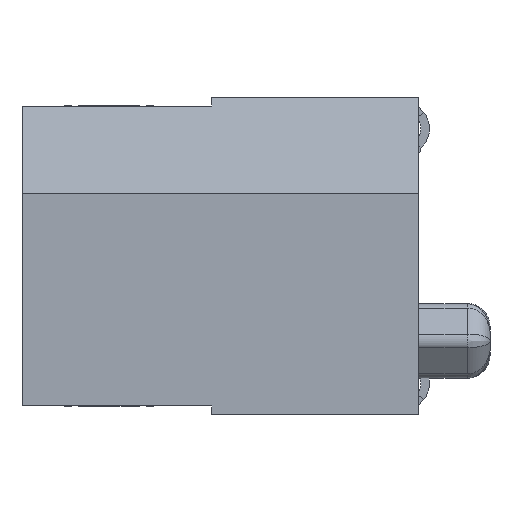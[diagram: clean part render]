
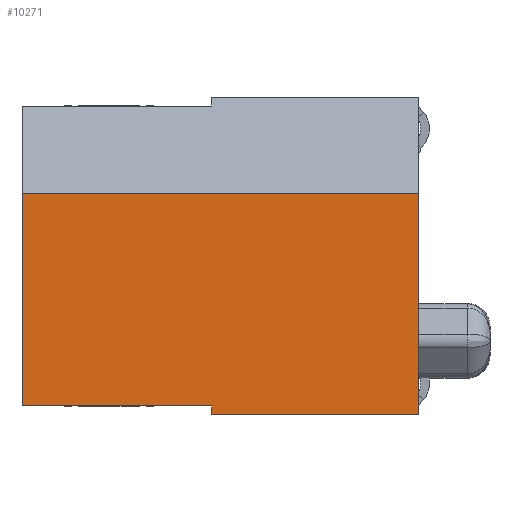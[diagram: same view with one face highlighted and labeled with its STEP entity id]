
A CAD part, left-side view. The second image highlights one B-rep face of the part: STEP entity #10271.
In plain terms, the highlighted planar face has unit normal (-1, 0, 0).
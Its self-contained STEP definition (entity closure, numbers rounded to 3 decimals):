
#3189 = CARTESIAN_POINT ( 'NONE',  ( -7., 3.35, 1.1 ) ) ;
#3344 = DIRECTION ( 'NONE',  ( 0., 0., 1. ) ) ;
#3345 = VECTOR ( 'NONE', #3344, 1000. ) ;
#3346 = CARTESIAN_POINT ( 'NONE',  ( -7., 3.35, -2.8 ) ) ;
#3347 = LINE ( 'NONE', #3346, #3345 ) ;
#8078 = VERTEX_POINT ( 'NONE', #3189 ) ;
#8167 = EDGE_CURVE ( 'NONE', #11411, #8078, #3347, .T. ) ;
#10271 = ADVANCED_FACE ( 'NONE', ( #15749 ), #15748, .F. ) ;
#10272 = EDGE_LOOP ( 'NONE', ( #10273, #10274, #10276, #10277, #10278, #10280 ) ) ;
#10273 = ORIENTED_EDGE ( 'NONE', *, *, #11782, .F. ) ;
#10274 = ORIENTED_EDGE ( 'NONE', *, *, #10275, .F. ) ;
#10275 = EDGE_CURVE ( 'NONE', #8078, #11733, #15743, .T. ) ;
#10276 = ORIENTED_EDGE ( 'NONE', *, *, #8167, .F. ) ;
#10277 = ORIENTED_EDGE ( 'NONE', *, *, #11410, .T. ) ;
#10278 = ORIENTED_EDGE ( 'NONE', *, *, #10279, .F. ) ;
#10279 = EDGE_CURVE ( 'NONE', #11883, #11465, #15739, .T. ) ;
#10280 = ORIENTED_EDGE ( 'NONE', *, *, #11882, .F. ) ;
#11410 = EDGE_CURVE ( 'NONE', #11411, #11465, #31294, .T. ) ;
#11411 = VERTEX_POINT ( 'NONE', #31290 ) ;
#11465 = VERTEX_POINT ( 'NONE', #31329 ) ;
#11733 = VERTEX_POINT ( 'NONE', #31854 ) ;
#11782 = EDGE_CURVE ( 'NONE', #11733, #11783, #31941, .T. ) ;
#11783 = VERTEX_POINT ( 'NONE', #31937 ) ;
#11882 = EDGE_CURVE ( 'NONE', #11783, #11883, #32100, .T. ) ;
#11883 = VERTEX_POINT ( 'NONE', #32096 ) ;
#15736 = DIRECTION ( 'NONE',  ( 0., 0., 1. ) ) ;
#15737 = VECTOR ( 'NONE', #15736, 1000. ) ;
#15738 = CARTESIAN_POINT ( 'NONE',  ( -7., 0., -2.8 ) ) ;
#15739 = LINE ( 'NONE', #15738, #15737 ) ;
#15740 = DIRECTION ( 'NONE',  ( 0., -1., 0. ) ) ;
#15741 = VECTOR ( 'NONE', #15740, 1000. ) ;
#15742 = CARTESIAN_POINT ( 'NONE',  ( -7., 3.35, 1.1 ) ) ;
#15743 = LINE ( 'NONE', #15742, #15741 ) ;
#15744 = DIRECTION ( 'NONE',  ( 0., 0., -1. ) ) ;
#15745 = DIRECTION ( 'NONE',  ( 1., 0., 0. ) ) ;
#15746 = CARTESIAN_POINT ( 'NONE',  ( -7., 3.35, -2.8 ) ) ;
#15747 = AXIS2_PLACEMENT_3D ( 'NONE', #15746, #15745, #15744 ) ;
#15748 = PLANE ( 'NONE',  #15747 ) ;
#15749 = FACE_OUTER_BOUND ( 'NONE', #10272, .T. ) ;
#31290 = CARTESIAN_POINT ( 'NONE',  ( -7., 3.35, -2.65 ) ) ;
#31291 = DIRECTION ( 'NONE',  ( 0., -1., 0. ) ) ;
#31292 = VECTOR ( 'NONE', #31291, 1000. ) ;
#31293 = CARTESIAN_POINT ( 'NONE',  ( -7., 3.35, -2.65 ) ) ;
#31294 = LINE ( 'NONE', #31293, #31292 ) ;
#31329 = CARTESIAN_POINT ( 'NONE',  ( -7., 0., -2.65 ) ) ;
#31854 = CARTESIAN_POINT ( 'NONE',  ( -7., -3.65, 1.1 ) ) ;
#31937 = CARTESIAN_POINT ( 'NONE',  ( -7., -3.65, -2.8 ) ) ;
#31938 = DIRECTION ( 'NONE',  ( 0., 0., -1. ) ) ;
#31939 = VECTOR ( 'NONE', #31938, 1000. ) ;
#31940 = CARTESIAN_POINT ( 'NONE',  ( -7., -3.65, 2.8 ) ) ;
#31941 = LINE ( 'NONE', #31940, #31939 ) ;
#32096 = CARTESIAN_POINT ( 'NONE',  ( -7., 0., -2.8 ) ) ;
#32097 = DIRECTION ( 'NONE',  ( 0., 1., 0. ) ) ;
#32098 = VECTOR ( 'NONE', #32097, 1000. ) ;
#32099 = CARTESIAN_POINT ( 'NONE',  ( -7., -3.65, -2.8 ) ) ;
#32100 = LINE ( 'NONE', #32099, #32098 ) ;
